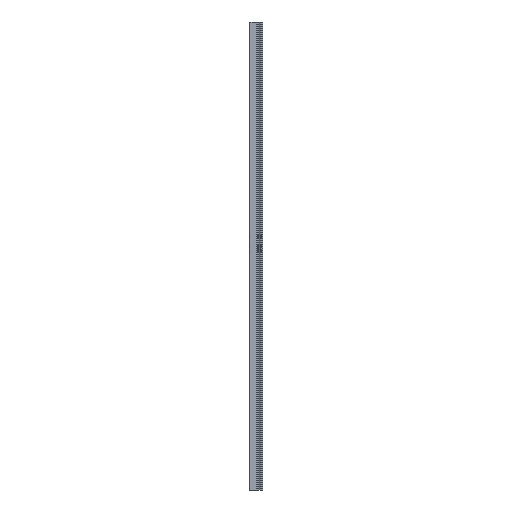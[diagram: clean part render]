
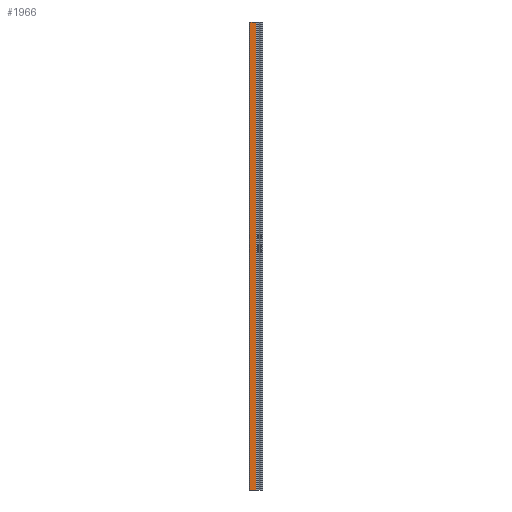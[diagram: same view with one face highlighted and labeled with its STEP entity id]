
A CAD part, left-side view. The second image highlights one B-rep face of the part: STEP entity #1966.
In plain terms, the highlighted planar face has unit normal (-1, 0, 0).
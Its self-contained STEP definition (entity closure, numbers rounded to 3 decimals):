
#563 = EDGE_CURVE ( 'NONE', #3052, #1831, #613, .T. ) ;
#578 = VECTOR ( 'NONE', #953, 1000. ) ;
#613 = LINE ( 'NONE', #3017, #578 ) ;
#661 = DIRECTION ( 'NONE',  ( 0., -1., 0. ) ) ;
#676 = VERTEX_POINT ( 'NONE', #1341 ) ;
#690 = CARTESIAN_POINT ( 'NONE',  ( -4., 0.5, 496. ) ) ;
#756 = AXIS2_PLACEMENT_3D ( 'NONE', #2497, #1469, #3273 ) ;
#844 = ORIENTED_EDGE ( 'NONE', *, *, #1019, .F. ) ;
#890 = CARTESIAN_POINT ( 'NONE',  ( -4., 7.5, 0. ) ) ;
#919 = VERTEX_POINT ( 'NONE', #690 ) ;
#953 = DIRECTION ( 'NONE',  ( 0., -1., 0. ) ) ;
#1019 = EDGE_CURVE ( 'NONE', #676, #919, #2117, .T. ) ;
#1167 = CARTESIAN_POINT ( 'NONE',  ( -4., 7.5, 496. ) ) ;
#1227 = PLANE ( 'NONE',  #756 ) ;
#1238 = DIRECTION ( 'NONE',  ( 0., 0., 1. ) ) ;
#1341 = CARTESIAN_POINT ( 'NONE',  ( -4., 7.5, 496. ) ) ;
#1424 = DIRECTION ( 'NONE',  ( 0., 0., -1. ) ) ;
#1469 = DIRECTION ( 'NONE',  ( 1., 0., 0. ) ) ;
#1577 = EDGE_CURVE ( 'NONE', #1831, #919, #2651, .T. ) ;
#1806 = ORIENTED_EDGE ( 'NONE', *, *, #3137, .T. ) ;
#1831 = VERTEX_POINT ( 'NONE', #2708 ) ;
#1966 = ADVANCED_FACE ( 'NONE', ( #2469 ), #1227, .F. ) ;
#1979 = EDGE_LOOP ( 'NONE', ( #2953, #3119, #844, #1806 ) ) ;
#2045 = VECTOR ( 'NONE', #661, 1000. ) ;
#2063 = LINE ( 'NONE', #1167, #2669 ) ;
#2117 = LINE ( 'NONE', #2711, #2045 ) ;
#2444 = VECTOR ( 'NONE', #1238, 1000. ) ;
#2469 = FACE_OUTER_BOUND ( 'NONE', #1979, .T. ) ;
#2497 = CARTESIAN_POINT ( 'NONE',  ( -4., 8., 496. ) ) ;
#2505 = CARTESIAN_POINT ( 'NONE',  ( -4., 0.5, 496. ) ) ;
#2651 = LINE ( 'NONE', #2505, #2444 ) ;
#2669 = VECTOR ( 'NONE', #1424, 1000. ) ;
#2708 = CARTESIAN_POINT ( 'NONE',  ( -4., 0.5, 0. ) ) ;
#2711 = CARTESIAN_POINT ( 'NONE',  ( -4., 8., 496. ) ) ;
#2953 = ORIENTED_EDGE ( 'NONE', *, *, #563, .T. ) ;
#3017 = CARTESIAN_POINT ( 'NONE',  ( -4., 8., 0. ) ) ;
#3052 = VERTEX_POINT ( 'NONE', #890 ) ;
#3119 = ORIENTED_EDGE ( 'NONE', *, *, #1577, .T. ) ;
#3137 = EDGE_CURVE ( 'NONE', #676, #3052, #2063, .T. ) ;
#3273 = DIRECTION ( 'NONE',  ( 0., 0., -1. ) ) ;
